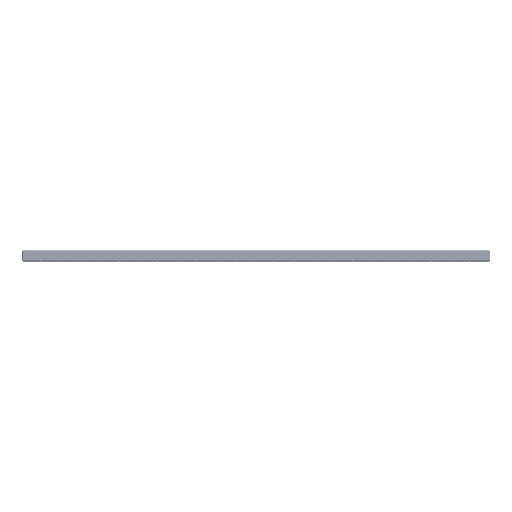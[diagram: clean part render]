
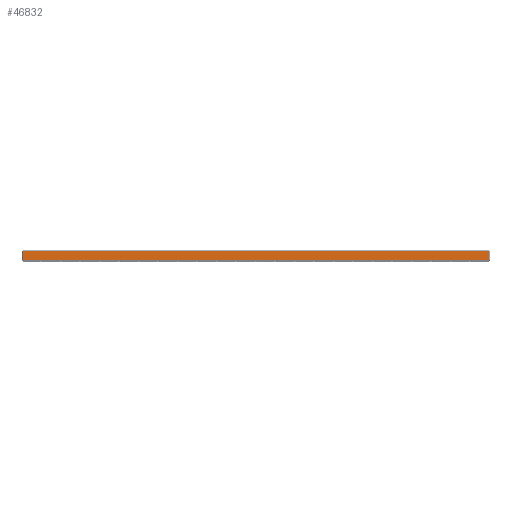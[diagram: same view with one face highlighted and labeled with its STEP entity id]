
A CAD part, top view. The second image highlights one B-rep face of the part: STEP entity #46832.
In plain terms, the highlighted planar face has unit normal (0, 0, 1).
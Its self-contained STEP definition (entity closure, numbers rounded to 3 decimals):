
#7492 = EDGE_CURVE ( 'NONE', #29527, #29528, #48048, .T. ) ;
#7494 = EDGE_CURVE ( 'NONE', #29526, #29527, #48051, .T. ) ;
#7496 = EDGE_CURVE ( 'NONE', #29528, #29529, #48054, .T. ) ;
#7498 = EDGE_CURVE ( 'NONE', #29529, #29526, #48057, .T. ) ;
#20059 = PLANE ( 'NONE',  #21096 ) ;
#20060 = CARTESIAN_POINT ( 'NONE',  ( -300., 12.7, 450. ) ) ;
#20061 = DIRECTION ( 'NONE',  ( 0., 0., -1. ) ) ;
#20062 = DIRECTION ( 'NONE',  ( -1., 0., 0. ) ) ;
#21093 = FACE_OUTER_BOUND ( 'NONE', #28172, .T. ) ;
#21096 = AXIS2_PLACEMENT_3D ( 'NONE', #20060, #20061, #20062 ) ;
#24065 = VECTOR ( 'NONE', #48059, 1000. ) ;
#24071 = VECTOR ( 'NONE', #48056, 1000. ) ;
#24075 = VECTOR ( 'NONE', #48053, 1000. ) ;
#24080 = VECTOR ( 'NONE', #48050, 1000. ) ;
#25913 = ORIENTED_EDGE ( 'NONE', *, *, #7494, .T. ) ;
#25914 = ORIENTED_EDGE ( 'NONE', *, *, #7496, .T. ) ;
#25915 = ORIENTED_EDGE ( 'NONE', *, *, #7492, .T. ) ;
#25916 = ORIENTED_EDGE ( 'NONE', *, *, #7498, .T. ) ;
#28172 = EDGE_LOOP ( 'NONE', ( #25913, #25915, #25914, #25916 ) ) ;
#29526 = VERTEX_POINT ( 'NONE', #51394 ) ;
#29527 = VERTEX_POINT ( 'NONE', #51395 ) ;
#29528 = VERTEX_POINT ( 'NONE', #51396 ) ;
#29529 = VERTEX_POINT ( 'NONE', #51397 ) ;
#46832 = ADVANCED_FACE ( 'NONE', ( #21093 ), #20059, .F. ) ;
#48048 = LINE ( 'NONE', #48049, #24080 ) ;
#48049 = CARTESIAN_POINT ( 'NONE',  ( 300., 1., 450. ) ) ;
#48050 = DIRECTION ( 'NONE',  ( 1., 0., 0. ) ) ;
#48051 = LINE ( 'NONE', #48052, #24075 ) ;
#48052 = CARTESIAN_POINT ( 'NONE',  ( -299., 12.7, 450. ) ) ;
#48053 = DIRECTION ( 'NONE',  ( 0., -1., 0. ) ) ;
#48054 = LINE ( 'NONE', #48055, #24071 ) ;
#48055 = CARTESIAN_POINT ( 'NONE',  ( 299., 12.7, 450. ) ) ;
#48056 = DIRECTION ( 'NONE',  ( 0., 1., 0. ) ) ;
#48057 = LINE ( 'NONE', #48058, #24065 ) ;
#48058 = CARTESIAN_POINT ( 'NONE',  ( -300., 11.7, 450. ) ) ;
#48059 = DIRECTION ( 'NONE',  ( -1., 0., 0. ) ) ;
#51394 = CARTESIAN_POINT ( 'NONE',  ( -299., 11.7, 450. ) ) ;
#51395 = CARTESIAN_POINT ( 'NONE',  ( -299., 1., 450. ) ) ;
#51396 = CARTESIAN_POINT ( 'NONE',  ( 299., 1., 450. ) ) ;
#51397 = CARTESIAN_POINT ( 'NONE',  ( 299., 11.7, 450. ) ) ;
